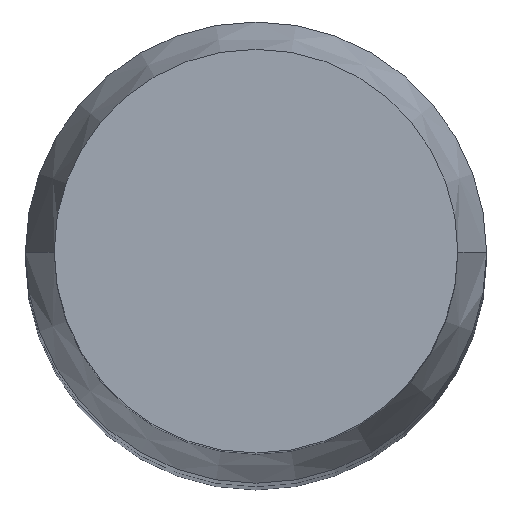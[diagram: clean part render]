
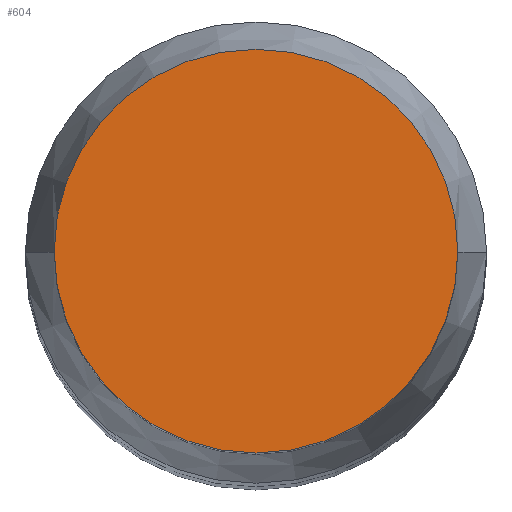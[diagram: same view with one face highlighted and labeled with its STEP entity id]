
A CAD part, top view. The second image highlights one B-rep face of the part: STEP entity #604.
In plain terms, the highlighted planar face has unit normal (0, 0, 1).
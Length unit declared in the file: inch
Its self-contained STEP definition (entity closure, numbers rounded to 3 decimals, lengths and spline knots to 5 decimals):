
#25 = CARTESIAN_POINT ( 'NONE',  ( -0.0547, 0., 0. ) ) ;
#111 = AXIS2_PLACEMENT_3D ( 'NONE', #281, #499, #584 ) ;
#144 = DIRECTION ( 'NONE',  ( 1., 0., 0. ) ) ;
#189 = CIRCLE ( 'NONE', #743, 0.0547 ) ;
#226 = DIRECTION ( 'NONE',  ( 1., 0., 0. ) ) ;
#278 = EDGE_CURVE ( 'NONE', #574, #464, #778, .T. ) ;
#281 = CARTESIAN_POINT ( 'NONE',  ( 0., 0., 0. ) ) ;
#291 = DIRECTION ( 'NONE',  ( 0., 0., 1. ) ) ;
#379 = CARTESIAN_POINT ( 'NONE',  ( 0., 0., 0. ) ) ;
#418 = ORIENTED_EDGE ( 'NONE', *, *, #767, .T. ) ;
#447 = CARTESIAN_POINT ( 'NONE',  ( 0., 0., 0. ) ) ;
#464 = VERTEX_POINT ( 'NONE', #25 ) ;
#499 = DIRECTION ( 'NONE',  ( 0., 0., -1. ) ) ;
#574 = VERTEX_POINT ( 'NONE', #960 ) ;
#582 = ORIENTED_EDGE ( 'NONE', *, *, #278, .T. ) ;
#584 = DIRECTION ( 'NONE',  ( 1., 0., 0. ) ) ;
#591 = EDGE_LOOP ( 'NONE', ( #582, #418 ) ) ;
#604 = ADVANCED_FACE ( 'NONE', ( #874 ), #964, .F. ) ;
#743 = AXIS2_PLACEMENT_3D ( 'NONE', #447, #969, #226 ) ;
#767 = EDGE_CURVE ( 'NONE', #464, #574, #189, .T. ) ;
#778 = CIRCLE ( 'NONE', #980, 0.0547 ) ;
#874 = FACE_OUTER_BOUND ( 'NONE', #591, .T. ) ;
#960 = CARTESIAN_POINT ( 'NONE',  ( 0.0547, 0., 0. ) ) ;
#964 = PLANE ( 'NONE',  #111 ) ;
#969 = DIRECTION ( 'NONE',  ( 0., 0., 1. ) ) ;
#980 = AXIS2_PLACEMENT_3D ( 'NONE', #379, #291, #144 ) ;
